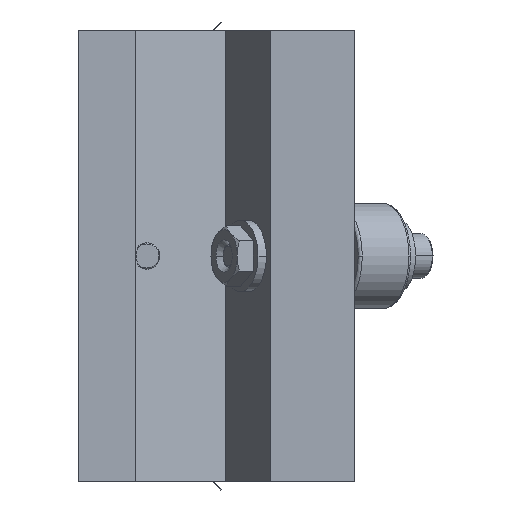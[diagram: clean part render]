
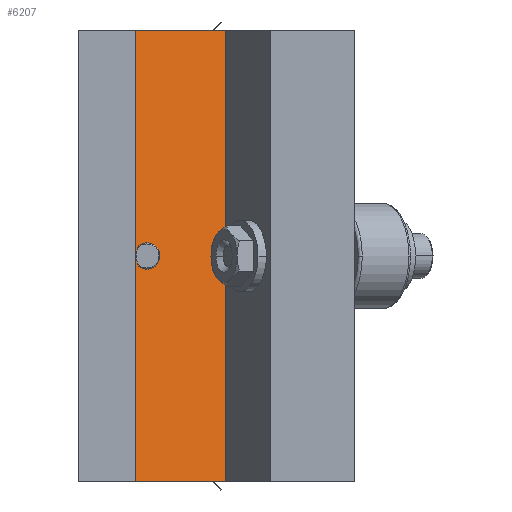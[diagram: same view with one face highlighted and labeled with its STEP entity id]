
A CAD part, left-side view. The second image highlights one B-rep face of the part: STEP entity #6207.
In plain terms, the highlighted planar face has unit normal (-0.943, -0.333, 0).
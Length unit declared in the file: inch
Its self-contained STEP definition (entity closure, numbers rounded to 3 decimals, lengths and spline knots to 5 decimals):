
#28 = CARTESIAN_POINT ( 'NONE',  ( -1.5089, 1.28703, 0.03553 ) ) ;
#280 = LINE ( 'NONE', #7657, #9692 ) ;
#464 = ORIENTED_EDGE ( 'NONE', *, *, #10470, .F. ) ;
#513 = CARTESIAN_POINT ( 'NONE',  ( -1.47285, 1.185, 0.1095 ) ) ;
#535 = EDGE_CURVE ( 'NONE', #14153, #2642, #2016, .T. ) ;
#547 = ORIENTED_EDGE ( 'NONE', *, *, #11008, .T. ) ;
#610 = CARTESIAN_POINT ( 'NONE',  ( -1.505, 1.276, -1.875 ) ) ;
#632 = CARTESIAN_POINT ( 'NONE',  ( -1.505, 1.276, -1.875 ) ) ;
#1053 = AXIS2_PLACEMENT_3D ( 'NONE', #11207, #4340, #5542 ) ;
#1594 = CARTESIAN_POINT ( 'NONE',  ( -1.492, 1.23921, -0.09514 ) ) ;
#1850 = EDGE_CURVE ( 'NONE', #4997, #6663, #7734, .T. ) ;
#2016 = LINE ( 'NONE', #14389, #10862 ) ;
#2046 = CARTESIAN_POINT ( 'NONE',  ( -1.492, 1.23921, -0.09514 ) ) ;
#2453 = LINE ( 'NONE', #632, #6440 ) ;
#2561 = ORIENTED_EDGE ( 'NONE', *, *, #2761, .T. ) ;
#2642 = VERTEX_POINT ( 'NONE', #9451 ) ;
#2751 = DIRECTION ( 'NONE',  ( 0.333, -0.943, 0. ) ) ;
#2761 = EDGE_CURVE ( 'NONE', #5527, #4997, #14514, .T. ) ;
#2859 = CARTESIAN_POINT ( 'NONE',  ( -1.48613, 1.2226, -0.1046 ) ) ;
#3001 = CARTESIAN_POINT ( 'NONE',  ( -1.4796, 1.20412, -0.1095 ) ) ;
#3235 = PLANE ( 'NONE',  #1053 ) ;
#3677 = EDGE_CURVE ( 'NONE', #6663, #9333, #10224, .T. ) ;
#4025 = FACE_BOUND ( 'NONE', #14171, .T. ) ;
#4340 = DIRECTION ( 'NONE',  ( -0.943, -0.333, 0. ) ) ;
#4471 = DIRECTION ( 'NONE',  ( 0.333, -0.943, 0. ) ) ;
#4997 = VERTEX_POINT ( 'NONE', #513 ) ;
#5018 = CARTESIAN_POINT ( 'NONE',  ( -1.492, 1.23921, 0.09514 ) ) ;
#5147 = VECTOR ( 'NONE', #4471, 39.37008 ) ;
#5251 = CARTESIAN_POINT ( 'NONE',  ( -1.47285, 1.185, 0.1095 ) ) ;
#5320 = CARTESIAN_POINT ( 'NONE',  ( -1.492, 1.23921, -0.09514 ) ) ;
#5487 = CARTESIAN_POINT ( 'NONE',  ( -1.505, 1.276, -1.875 ) ) ;
#5527 = VERTEX_POINT ( 'NONE', #5018 ) ;
#5542 = DIRECTION ( 'NONE',  ( 0.333, -0.943, 0. ) ) ;
#5837 = ORIENTED_EDGE ( 'NONE', *, *, #10868, .T. ) ;
#6043 = CARTESIAN_POINT ( 'NONE',  ( -1.48613, 1.2226, 0.1046 ) ) ;
#6207 = ADVANCED_FACE ( 'NONE', ( #4025, #8901 ), #3235, .T. ) ;
#6440 = VECTOR ( 'NONE', #9859, 39.37008 ) ;
#6663 = VERTEX_POINT ( 'NONE', #7308 ) ;
#7081 = CARTESIAN_POINT ( 'NONE',  ( -1.505, 1.276, 1.875 ) ) ;
#7308 = CARTESIAN_POINT ( 'NONE',  ( -1.47285, 1.185, -0.1095 ) ) ;
#7529 = CARTESIAN_POINT ( 'NONE',  ( -1.39547, 0.966, 0.1095 ) ) ;
#7657 = CARTESIAN_POINT ( 'NONE',  ( -1.24, 0.526, -1.875 ) ) ;
#7694 = EDGE_CURVE ( 'NONE', #9333, #5527, #8178, .T. ) ;
#7734 =( BOUNDED_CURVE ( )  B_SPLINE_CURVE ( 3, ( #13312, #7529, #13263, #9815 ),
 .UNSPECIFIED., .F., .F. ) 
 B_SPLINE_CURVE_WITH_KNOTS ( ( 4, 4 ),
 ( 1.5708, 4.71239 ),
 .UNSPECIFIED. ) 
 CURVE ( )  GEOMETRIC_REPRESENTATION_ITEM ( )  RATIONAL_B_SPLINE_CURVE ( ( 1., 0.333, 0.333, 1. ) ) 
 REPRESENTATION_ITEM ( '' )  );
#8178 =( BOUNDED_CURVE ( )  B_SPLINE_CURVE ( 3, ( #2046, #11327, #28, #12805 ),
 .UNSPECIFIED., .F., .F. ) 
 B_SPLINE_CURVE_WITH_KNOTS ( ( 4, 4 ),
 ( 2.56603, 3.71716 ),
 .UNSPECIFIED. ) 
 CURVE ( )  GEOMETRIC_REPRESENTATION_ITEM ( )  RATIONAL_B_SPLINE_CURVE ( ( 1., 0.893, 0.893, 1. ) ) 
 REPRESENTATION_ITEM ( '' )  );
#8873 = ORIENTED_EDGE ( 'NONE', *, *, #535, .F. ) ;
#8901 = FACE_OUTER_BOUND ( 'NONE', #12278, .T. ) ;
#9333 = VERTEX_POINT ( 'NONE', #1594 ) ;
#9451 = CARTESIAN_POINT ( 'NONE',  ( -1.24, 0.526, 1.875 ) ) ;
#9692 = VECTOR ( 'NONE', #12164, 39.37008 ) ;
#9779 = CARTESIAN_POINT ( 'NONE',  ( -1.47285, 1.185, -0.1095 ) ) ;
#9814 = VERTEX_POINT ( 'NONE', #10928 ) ;
#9815 = CARTESIAN_POINT ( 'NONE',  ( -1.47285, 1.185, -0.1095 ) ) ;
#9859 = DIRECTION ( 'NONE',  ( 0., 0., 1. ) ) ;
#10224 =( BOUNDED_CURVE ( )  B_SPLINE_CURVE ( 3, ( #9779, #3001, #2859, #5320 ),
 .UNSPECIFIED., .F., .F. ) 
 B_SPLINE_CURVE_WITH_KNOTS ( ( 4, 4 ),
 ( 4.71239, 5.23028 ),
 .UNSPECIFIED. ) 
 CURVE ( )  GEOMETRIC_REPRESENTATION_ITEM ( )  RATIONAL_B_SPLINE_CURVE ( ( 1., 0.978, 0.978, 1. ) ) 
 REPRESENTATION_ITEM ( '' )  );
#10470 = EDGE_CURVE ( 'NONE', #11675, #14153, #2453, .T. ) ;
#10717 = ORIENTED_EDGE ( 'NONE', *, *, #3677, .T. ) ;
#10862 = VECTOR ( 'NONE', #2751, 39.37008 ) ;
#10868 = EDGE_CURVE ( 'NONE', #9814, #2642, #280, .T. ) ;
#10928 = CARTESIAN_POINT ( 'NONE',  ( -1.24, 0.526, -1.875 ) ) ;
#11008 = EDGE_CURVE ( 'NONE', #11675, #9814, #14755, .T. ) ;
#11207 = CARTESIAN_POINT ( 'NONE',  ( -1.505, 1.276, -1.875 ) ) ;
#11327 = CARTESIAN_POINT ( 'NONE',  ( -1.5089, 1.28703, -0.03553 ) ) ;
#11675 = VERTEX_POINT ( 'NONE', #610 ) ;
#11974 = CARTESIAN_POINT ( 'NONE',  ( -1.4796, 1.20412, 0.1095 ) ) ;
#12164 = DIRECTION ( 'NONE',  ( 0., 0., 1. ) ) ;
#12278 = EDGE_LOOP ( 'NONE', ( #8873, #464, #547, #5837 ) ) ;
#12805 = CARTESIAN_POINT ( 'NONE',  ( -1.492, 1.23921, 0.09514 ) ) ;
#13041 = CARTESIAN_POINT ( 'NONE',  ( -1.492, 1.23921, 0.09514 ) ) ;
#13263 = CARTESIAN_POINT ( 'NONE',  ( -1.39547, 0.966, -0.1095 ) ) ;
#13312 = CARTESIAN_POINT ( 'NONE',  ( -1.47285, 1.185, 0.1095 ) ) ;
#13776 = ORIENTED_EDGE ( 'NONE', *, *, #7694, .T. ) ;
#14153 = VERTEX_POINT ( 'NONE', #7081 ) ;
#14171 = EDGE_LOOP ( 'NONE', ( #13776, #2561, #14446, #10717 ) ) ;
#14389 = CARTESIAN_POINT ( 'NONE',  ( -1.505, 1.276, 1.875 ) ) ;
#14446 = ORIENTED_EDGE ( 'NONE', *, *, #1850, .T. ) ;
#14514 =( BOUNDED_CURVE ( )  B_SPLINE_CURVE ( 3, ( #13041, #6043, #11974, #5251 ),
 .UNSPECIFIED., .F., .T. ) 
 B_SPLINE_CURVE_WITH_KNOTS ( ( 4, 4 ),
 ( 1.05291, 1.5708 ),
 .UNSPECIFIED. ) 
 CURVE ( )  GEOMETRIC_REPRESENTATION_ITEM ( )  RATIONAL_B_SPLINE_CURVE ( ( 1., 0.978, 0.978, 1. ) ) 
 REPRESENTATION_ITEM ( '' )  );
#14755 = LINE ( 'NONE', #5487, #5147 ) ;
